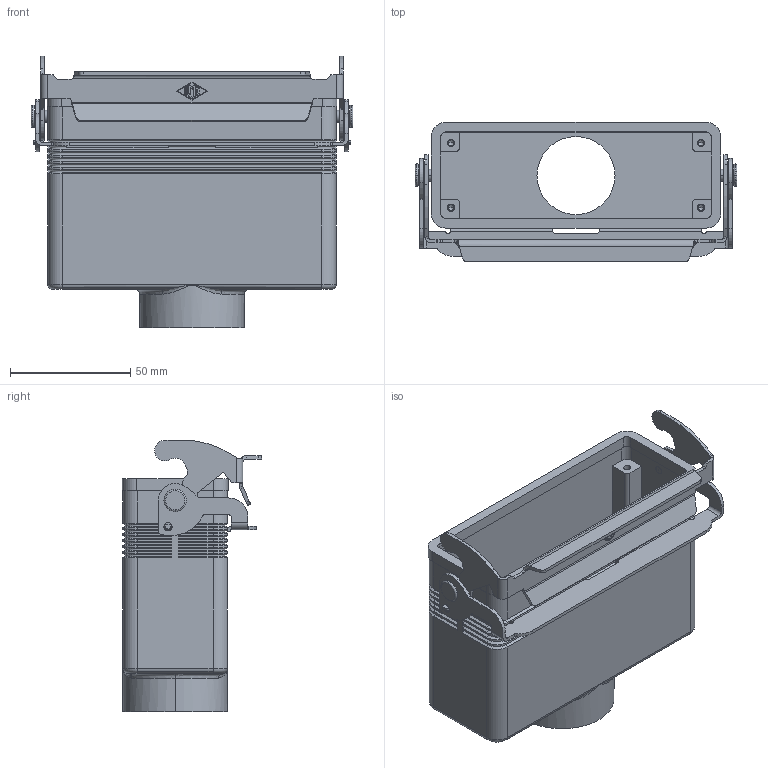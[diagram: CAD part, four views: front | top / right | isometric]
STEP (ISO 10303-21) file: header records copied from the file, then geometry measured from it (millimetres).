
FILE_DESCRIPTION((''),'2;1');
FILE_NAME('CVAV 24 LG29.stp','2006-12-19T10:13:56',('gembarski'),(''),'Autodesk Inventor 7','Autodesk Inventor 7','');
FILE_SCHEMA(('AUTOMOTIVE_DESIGN { 1 0 10303 214 1 1 1 1 }'));
Length unit declared in the file: millimetre
Products named in the file (1): CVAV 24 LG29
Bounding box: 134 x 57.98 x 113 mm (x, y, z)
Volume: 120414.2 mm3; surface area: 79700.3 mm2
Topology: 2 solids, 2 shells, 621 faces, 1559 edges, 958 vertices
Faces by surface type: bspline 245, plane 195, cylinder 147, cone 26, torus 8
Entity records: 21594 total; most frequent: CARTESIAN_POINT 7364, ORIENTED_EDGE 3094, DIRECTION 2725, EDGE_CURVE 1547, VECTOR 1043, LINE 1043, VERTEX_POINT 958, AXIS2_PLACEMENT_3D 841
